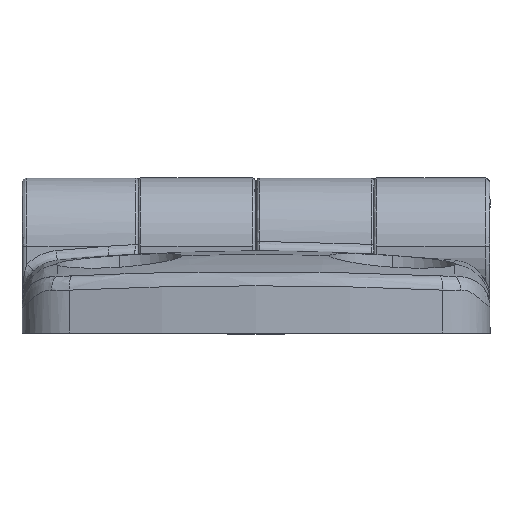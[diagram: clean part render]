
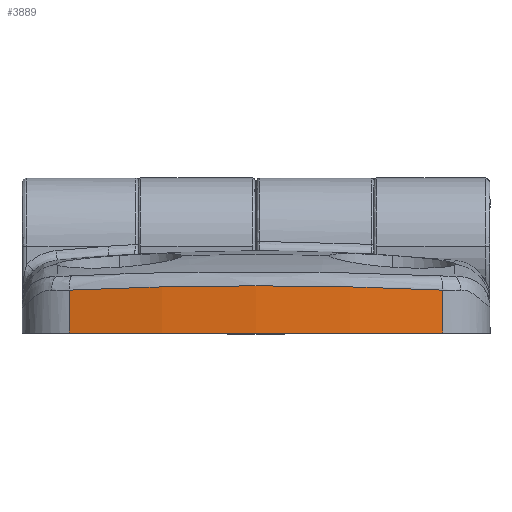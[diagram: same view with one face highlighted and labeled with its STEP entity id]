
A CAD part, top view. The second image highlights one B-rep face of the part: STEP entity #3889.
In plain terms, the highlighted cylindrical face has radius 100 mm (diameter 200 mm), a partial arc.
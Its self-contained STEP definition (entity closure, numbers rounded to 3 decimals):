
#1051 = CIRCLE ( 'NONE', #9117, 100. ) ;
#1581 = CARTESIAN_POINT ( 'NONE',  ( 11.029, 4.7, 28.891 ) ) ;
#1585 = EDGE_CURVE ( 'NONE', #16873, #4630, #4319, .T. ) ;
#1796 = VECTOR ( 'NONE', #9547, 1000. ) ;
#3295 = CARTESIAN_POINT ( 'NONE',  ( 9.953, 4.726, 29.004 ) ) ;
#3679 = CARTESIAN_POINT ( 'NONE',  ( 0., 4.84, 29.5 ) ) ;
#3889 = ADVANCED_FACE ( 'NONE', ( #4023 ), #15531, .T. ) ;
#4023 = FACE_OUTER_BOUND ( 'NONE', #18821, .T. ) ;
#4055 = EDGE_CURVE ( 'NONE', #9725, #9909, #1051, .T. ) ;
#4319 = B_SPLINE_CURVE_WITH_KNOTS ( 'NONE', 3,
 ( #16112, #16044, #15133, #16191, #16264, #16339, #14676, #14384, #14523, #11036, #11187, #11403, #11486, #11562, #11646 ),
 .UNSPECIFIED., .F., .F.,
 ( 4, 2, 1, 1, 1, 1, 1, 2, 2, 4 ),
 ( 0., 0.25, 0.375, 0.438, 0.469, 0.484, 0.492, 0.496, 0.5, 1. ),
 .UNSPECIFIED. ) ;
#4525 = EDGE_CURVE ( 'NONE', #9909, #4630, #16021, .T. ) ;
#4630 = VERTEX_POINT ( 'NONE', #12801 ) ;
#4858 = CARTESIAN_POINT ( 'NONE',  ( 19.149, 4.401, 27.65 ) ) ;
#5015 = CARTESIAN_POINT ( 'NONE',  ( 9.696, 4.732, 29.029 ) ) ;
#6370 = LINE ( 'NONE', #21104, #1796 ) ;
#6760 = CARTESIAN_POINT ( 'NONE',  ( 6.439, 4.805, 29.343 ) ) ;
#6928 = VECTOR ( 'NONE', #14283, 1000. ) ;
#8491 = CARTESIAN_POINT ( 'NONE',  ( 0., 4.84, 29.5 ) ) ;
#9117 = AXIS2_PLACEMENT_3D ( 'NONE', #15382, #15265, #15166 ) ;
#9547 = DIRECTION ( 'NONE',  ( 0., 1., 0. ) ) ;
#9725 = VERTEX_POINT ( 'NONE', #19973 ) ;
#9909 = VERTEX_POINT ( 'NONE', #11924 ) ;
#10149 = CARTESIAN_POINT ( 'NONE',  ( 13.658, 4.624, 28.566 ) ) ;
#10412 = ORIENTED_EDGE ( 'NONE', *, *, #4525, .F. ) ;
#10845 = VERTEX_POINT ( 'NONE', #19304 ) ;
#11036 = CARTESIAN_POINT ( 'NONE',  ( -9.479, 4.737, 29.05 ) ) ;
#11187 = CARTESIAN_POINT ( 'NONE',  ( -9.529, 4.736, 29.045 ) ) ;
#11403 = CARTESIAN_POINT ( 'NONE',  ( -9.552, 4.735, 29.043 ) ) ;
#11486 = CARTESIAN_POINT ( 'NONE',  ( -12.878, 4.661, 28.723 ) ) ;
#11562 = CARTESIAN_POINT ( 'NONE',  ( -16.072, 4.55, 28.25 ) ) ;
#11646 = CARTESIAN_POINT ( 'NONE',  ( -19.149, 4.401, 27.65 ) ) ;
#11862 = CARTESIAN_POINT ( 'NONE',  ( 11.639, 4.684, 28.821 ) ) ;
#11924 = CARTESIAN_POINT ( 'NONE',  ( -19.149, 0., 27.649 ) ) ;
#12456 = EDGE_CURVE ( 'NONE', #9725, #10845, #6370, .T. ) ;
#12530 = ORIENTED_EDGE ( 'NONE', *, *, #1585, .T. ) ;
#12801 = CARTESIAN_POINT ( 'NONE',  ( -19.149, 4.401, 27.65 ) ) ;
#12953 = AXIS2_PLACEMENT_3D ( 'NONE', #19721, #20100, #19217 ) ;
#13555 = CARTESIAN_POINT ( 'NONE',  ( 10.312, 4.718, 28.967 ) ) ;
#14283 = DIRECTION ( 'NONE',  ( 0., 1., 0. ) ) ;
#14301 = EDGE_CURVE ( 'NONE', #10845, #16873, #20291, .T. ) ;
#14384 = CARTESIAN_POINT ( 'NONE',  ( -9.233, 4.742, 29.073 ) ) ;
#14523 = CARTESIAN_POINT ( 'NONE',  ( -9.406, 4.739, 29.057 ) ) ;
#14676 = CARTESIAN_POINT ( 'NONE',  ( -8.888, 4.75, 29.105 ) ) ;
#14947 = ORIENTED_EDGE ( 'NONE', *, *, #14301, .T. ) ;
#15133 = CARTESIAN_POINT ( 'NONE',  ( -3.223, 4.832, 29.461 ) ) ;
#15154 = ORIENTED_EDGE ( 'NONE', *, *, #12456, .T. ) ;
#15166 = DIRECTION ( 'NONE',  ( 0., 0., -1. ) ) ;
#15204 = CARTESIAN_POINT ( 'NONE',  ( 17.613, 4.475, 27.949 ) ) ;
#15265 = DIRECTION ( 'NONE',  ( 0., -1., 0. ) ) ;
#15273 = CARTESIAN_POINT ( 'NONE',  ( 9.799, 4.73, 29.019 ) ) ;
#15382 = CARTESIAN_POINT ( 'NONE',  ( 0., 0., -70.5 ) ) ;
#15531 = CYLINDRICAL_SURFACE ( 'NONE', #12953, 100. ) ;
#16021 = LINE ( 'NONE', #19999, #6928 ) ;
#16044 = CARTESIAN_POINT ( 'NONE',  ( -1.616, 4.84, 29.5 ) ) ;
#16112 = CARTESIAN_POINT ( 'NONE',  ( 0., 4.84, 29.5 ) ) ;
#16191 = CARTESIAN_POINT ( 'NONE',  ( -5.618, 4.805, 29.345 ) ) ;
#16264 = CARTESIAN_POINT ( 'NONE',  ( -6.812, 4.789, 29.273 ) ) ;
#16339 = CARTESIAN_POINT ( 'NONE',  ( -8.198, 4.764, 29.165 ) ) ;
#16727 = ORIENTED_EDGE ( 'NONE', *, *, #4055, .F. ) ;
#16873 = VERTEX_POINT ( 'NONE', #3679 ) ;
#16997 = CARTESIAN_POINT ( 'NONE',  ( 9.642, 4.733, 29.034 ) ) ;
#18721 = CARTESIAN_POINT ( 'NONE',  ( 3.237, 4.84, 29.5 ) ) ;
#18821 = EDGE_LOOP ( 'NONE', ( #10412, #16727, #15154, #14947, #12530 ) ) ;
#19217 = DIRECTION ( 'NONE',  ( 0., 0., -1. ) ) ;
#19304 = CARTESIAN_POINT ( 'NONE',  ( 19.149, 4.401, 27.65 ) ) ;
#19721 = CARTESIAN_POINT ( 'NONE',  ( 0., 8.5, -70.5 ) ) ;
#19973 = CARTESIAN_POINT ( 'NONE',  ( 19.149, 0., 27.649 ) ) ;
#19999 = CARTESIAN_POINT ( 'NONE',  ( -19.149, 16.02, 27.649 ) ) ;
#20100 = DIRECTION ( 'NONE',  ( 0., -1., 0. ) ) ;
#20291 = B_SPLINE_CURVE_WITH_KNOTS ( 'NONE', 3,
 ( #4858, #15204, #20364, #10149, #22080, #11862, #1581, #13555, #3295, #15273, #5015, #16997, #6760, #18721, #8491 ),
 .UNSPECIFIED., .F., .F.,
 ( 4, 2, 2, 1, 1, 1, 2, 2, 4 ),
 ( 0., 0.25, 0.375, 0.438, 0.469, 0.484, 0.492, 0.5, 1. ),
 .UNSPECIFIED. ) ;
#20364 = CARTESIAN_POINT ( 'NONE',  ( 16.047, 4.54, 28.217 ) ) ;
#21104 = CARTESIAN_POINT ( 'NONE',  ( 19.149, 8.5, 27.649 ) ) ;
#22080 = CARTESIAN_POINT ( 'NONE',  ( 12.854, 4.649, 28.674 ) ) ;
